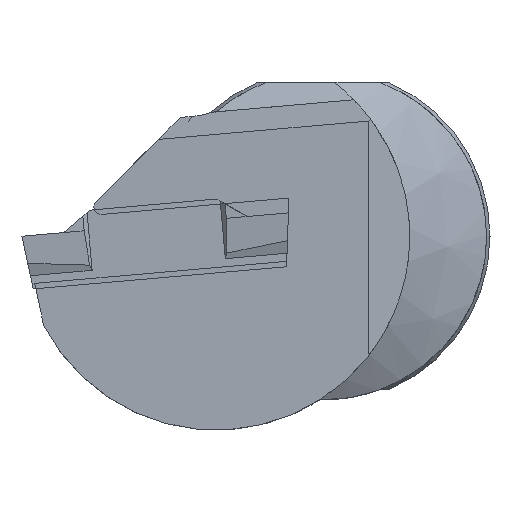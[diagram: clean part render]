
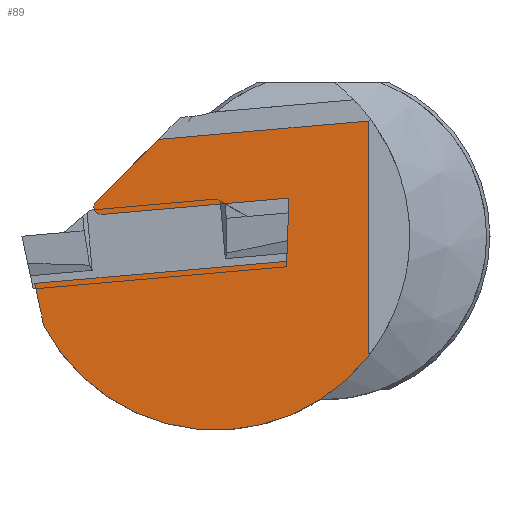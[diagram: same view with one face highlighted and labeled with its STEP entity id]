
A CAD part, left-side view. The second image highlights one B-rep face of the part: STEP entity #89.
In plain terms, the highlighted planar face has unit normal (-1, 0, 0).
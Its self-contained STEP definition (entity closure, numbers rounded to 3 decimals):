
#89=ADVANCED_FACE('',(#187),#144,.T.);
#144=PLANE('',#1062);
#187=FACE_OUTER_BOUND('',#241,.T.);
#241=EDGE_LOOP('',(#316,#317,#318,#319,#320,#321,#322,#323,#324));
#298=CIRCLE('',#1060,14.5);
#299=CIRCLE('',#1061,0.6);
#316=ORIENTED_EDGE('',*,*,#701,.T.);
#317=ORIENTED_EDGE('',*,*,#702,.T.);
#318=ORIENTED_EDGE('',*,*,#703,.F.);
#319=ORIENTED_EDGE('',*,*,#704,.F.);
#320=ORIENTED_EDGE('',*,*,#705,.F.);
#321=ORIENTED_EDGE('',*,*,#706,.F.);
#322=ORIENTED_EDGE('',*,*,#707,.F.);
#323=ORIENTED_EDGE('',*,*,#708,.T.);
#324=ORIENTED_EDGE('',*,*,#709,.T.);
#606=VERTEX_POINT('',#1417);
#607=VERTEX_POINT('',#1418);
#608=VERTEX_POINT('',#1420);
#609=VERTEX_POINT('',#1422);
#610=VERTEX_POINT('',#1424);
#611=VERTEX_POINT('',#1426);
#612=VERTEX_POINT('',#1428);
#613=VERTEX_POINT('',#1430);
#614=VERTEX_POINT('',#1432);
#701=EDGE_CURVE('',#606,#607,#844,.T.);
#702=EDGE_CURVE('',#607,#608,#845,.T.);
#703=EDGE_CURVE('',#609,#608,#846,.T.);
#704=EDGE_CURVE('',#610,#609,#298,.T.);
#705=EDGE_CURVE('',#611,#610,#847,.T.);
#706=EDGE_CURVE('',#612,#611,#848,.T.);
#707=EDGE_CURVE('',#613,#612,#849,.T.);
#708=EDGE_CURVE('',#613,#614,#299,.T.);
#709=EDGE_CURVE('',#614,#606,#850,.T.);
#844=LINE('',#1416,#951);
#845=LINE('',#1419,#952);
#846=LINE('',#1421,#953);
#847=LINE('',#1425,#954);
#848=LINE('',#1427,#955);
#849=LINE('',#1429,#956);
#850=LINE('',#1433,#957);
#951=VECTOR('',#1147,1.);
#952=VECTOR('',#1148,1.);
#953=VECTOR('',#1149,1.);
#954=VECTOR('',#1152,1.);
#955=VECTOR('',#1153,1.);
#956=VECTOR('',#1154,1.);
#957=VECTOR('',#1157,1.);
#1060=AXIS2_PLACEMENT_3D('',#1423,#1150,#1151);
#1061=AXIS2_PLACEMENT_3D('',#1431,#1155,#1156);
#1062=AXIS2_PLACEMENT_3D('',#1434,#1158,#1159);
#1147=DIRECTION('',(0.,0.035,-0.999));
#1148=DIRECTION('',(0.,0.996,-0.087));
#1149=DIRECTION('',(0.,0.208,0.978));
#1150=DIRECTION('',(1.,0.,0.));
#1151=DIRECTION('',(0.,0.,1.));
#1152=DIRECTION('',(0.,0.,-1.));
#1153=DIRECTION('',(0.,-0.996,0.087));
#1154=DIRECTION('',(0.,-0.707,0.707));
#1155=DIRECTION('',(-1.,0.,0.));
#1156=DIRECTION('',(0.,0.,1.));
#1157=DIRECTION('',(0.,-0.996,0.087));
#1158=DIRECTION('',(-1.,0.,0.));
#1159=DIRECTION('',(0.,0.,1.));
#1416=CARTESIAN_POINT('',(0.4,2.634,0.092));
#1417=CARTESIAN_POINT('',(0.4,2.537,2.851));
#1418=CARTESIAN_POINT('',(0.4,2.703,-1.882));
#1419=CARTESIAN_POINT('',(0.4,-0.143,-1.633));
#1420=CARTESIAN_POINT('',(0.4,21.547,-3.53));
#1421=CARTESIAN_POINT('',(0.4,21.333,-4.535));
#1422=CARTESIAN_POINT('',(0.4,20.882,-6.655));
#1423=CARTESIAN_POINT('',(0.4,8.,0.));
#1424=CARTESIAN_POINT('',(0.4,-3.4,-8.96));
#1425=CARTESIAN_POINT('',(0.4,-3.4,0.));
#1426=CARTESIAN_POINT('',(0.4,-3.4,8.611));
#1427=CARTESIAN_POINT('',(0.4,0.722,8.251));
#1428=CARTESIAN_POINT('',(0.4,12.296,7.238));
#1429=CARTESIAN_POINT('',(0.4,9.767,9.767));
#1430=CARTESIAN_POINT('',(0.4,17.086,2.448));
#1431=CARTESIAN_POINT('',(0.4,16.528,2.229));
#1432=CARTESIAN_POINT('',(0.4,16.475,1.631));
#1433=CARTESIAN_POINT('',(0.4,0.267,3.049));
#1434=CARTESIAN_POINT('',(0.4,0.,0.));
